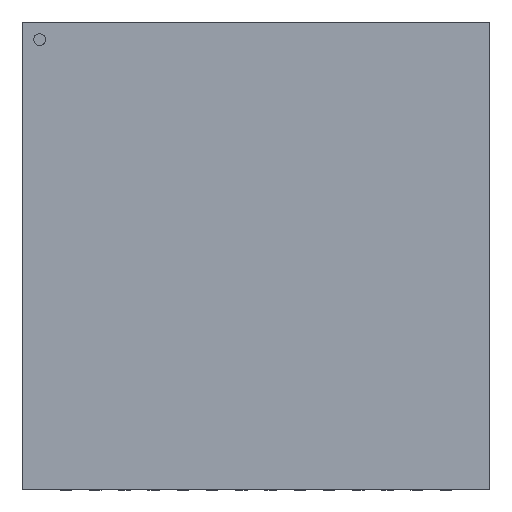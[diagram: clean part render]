
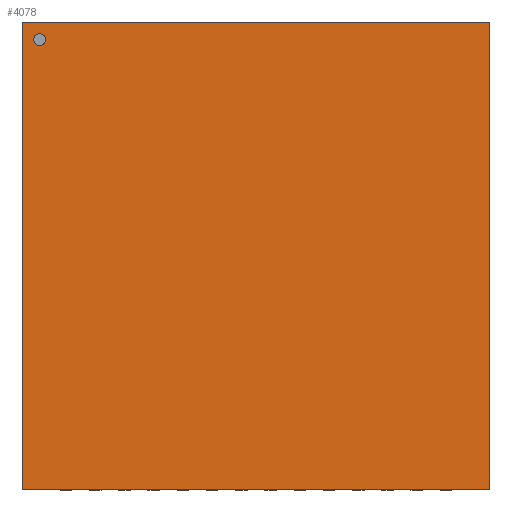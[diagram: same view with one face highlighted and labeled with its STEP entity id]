
A CAD part, top view. The second image highlights one B-rep face of the part: STEP entity #4078.
In plain terms, the highlighted free-form (B-spline) face has degree [1, 1] with [2, 2] control points.
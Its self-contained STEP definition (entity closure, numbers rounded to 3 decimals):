
#24 = VERTEX_POINT('',#25);
#25 = CARTESIAN_POINT('',(-3.6,3.7,0.93));
#30 = EDGE_CURVE('',#31,#24,#33,.T.);
#31 = VERTEX_POINT('',#32);
#32 = CARTESIAN_POINT('',(-3.8,3.7,0.93));
#33 = ( BOUNDED_CURVE() B_SPLINE_CURVE(2,(#34,#35,#36,#37,#38),
.UNSPECIFIED.,.F.,.F.) B_SPLINE_CURVE_WITH_KNOTS((3,2,3),(3.142,
4.712,6.283),.PIECEWISE_BEZIER_KNOTS.) CURVE() 
GEOMETRIC_REPRESENTATION_ITEM() RATIONAL_B_SPLINE_CURVE((1.,
0.707,1.,0.707,1.)) REPRESENTATION_ITEM('') );
#34 = CARTESIAN_POINT('',(-3.8,3.7,0.93));
#35 = CARTESIAN_POINT('',(-3.8,3.6,0.93));
#36 = CARTESIAN_POINT('',(-3.7,3.6,0.93));
#37 = CARTESIAN_POINT('',(-3.6,3.6,0.93));
#38 = CARTESIAN_POINT('',(-3.6,3.7,0.93));
#2896 = VERTEX_POINT('',#2897);
#2897 = CARTESIAN_POINT('',(4.,4.,0.93));
#2902 = EDGE_CURVE('',#2903,#2896,#2905,.T.);
#2903 = VERTEX_POINT('',#2904);
#2904 = CARTESIAN_POINT('',(4.,-4.,0.93));
#2905 = B_SPLINE_CURVE_WITH_KNOTS('',1,(#2906,#2907),.UNSPECIFIED.,.F.,
  .F.,(2,2),(0.,8.),.PIECEWISE_BEZIER_KNOTS.);
#2906 = CARTESIAN_POINT('',(4.,-4.,0.93));
#2907 = CARTESIAN_POINT('',(4.,4.,0.93));
#3204 = VERTEX_POINT('',#3205);
#3205 = CARTESIAN_POINT('',(-4.,4.,0.93));
#3210 = EDGE_CURVE('',#2896,#3204,#3211,.T.);
#3211 = B_SPLINE_CURVE_WITH_KNOTS('',1,(#3212,#3213),.UNSPECIFIED.,.F.,
  .F.,(2,2),(-8.,-0.),.PIECEWISE_BEZIER_KNOTS.);
#3212 = CARTESIAN_POINT('',(4.,4.,0.93));
#3213 = CARTESIAN_POINT('',(-4.,4.,0.93));
#3506 = VERTEX_POINT('',#3507);
#3507 = CARTESIAN_POINT('',(-4.,-4.,0.93));
#3512 = EDGE_CURVE('',#3204,#3506,#3513,.T.);
#3513 = B_SPLINE_CURVE_WITH_KNOTS('',1,(#3514,#3515),.UNSPECIFIED.,.F.,
  .F.,(2,2),(-8.,-0.),.PIECEWISE_BEZIER_KNOTS.);
#3514 = CARTESIAN_POINT('',(-4.,4.,0.93));
#3515 = CARTESIAN_POINT('',(-4.,-4.,0.93));
#3808 = EDGE_CURVE('',#3506,#2903,#3809,.T.);
#3809 = B_SPLINE_CURVE_WITH_KNOTS('',1,(#3810,#3811),.UNSPECIFIED.,.F.,
  .F.,(2,2),(0.,8.),.PIECEWISE_BEZIER_KNOTS.);
#3810 = CARTESIAN_POINT('',(-4.,-4.,0.93));
#3811 = CARTESIAN_POINT('',(4.,-4.,0.93));
#4078 = ADVANCED_FACE('',(#4079,#4090),#4096,.F.);
#4079 = FACE_BOUND('',#4080,.T.);
#4080 = EDGE_LOOP('',(#4081,#4089));
#4081 = ORIENTED_EDGE('',*,*,#4082,.F.);
#4082 = EDGE_CURVE('',#24,#31,#4083,.T.);
#4083 = ( BOUNDED_CURVE() B_SPLINE_CURVE(2,(#4084,#4085,#4086,#4087,
#4088),.UNSPECIFIED.,.F.,.F.) B_SPLINE_CURVE_WITH_KNOTS((3,2,3),(0.,
1.571,3.142),.PIECEWISE_BEZIER_KNOTS.) CURVE() 
GEOMETRIC_REPRESENTATION_ITEM() RATIONAL_B_SPLINE_CURVE((1.,
0.707,1.,0.707,1.)) REPRESENTATION_ITEM('') );
#4084 = CARTESIAN_POINT('',(-3.6,3.7,0.93));
#4085 = CARTESIAN_POINT('',(-3.6,3.8,0.93));
#4086 = CARTESIAN_POINT('',(-3.7,3.8,0.93));
#4087 = CARTESIAN_POINT('',(-3.8,3.8,0.93));
#4088 = CARTESIAN_POINT('',(-3.8,3.7,0.93));
#4089 = ORIENTED_EDGE('',*,*,#30,.F.);
#4090 = FACE_BOUND('',#4091,.T.);
#4091 = EDGE_LOOP('',(#4092,#4093,#4094,#4095));
#4092 = ORIENTED_EDGE('',*,*,#2902,.T.);
#4093 = ORIENTED_EDGE('',*,*,#3210,.T.);
#4094 = ORIENTED_EDGE('',*,*,#3512,.T.);
#4095 = ORIENTED_EDGE('',*,*,#3808,.T.);
#4096 = B_SPLINE_SURFACE_WITH_KNOTS('',1,1,(
    (#4097,#4098)
    ,(#4099,#4100
    )),.UNSPECIFIED.,.F.,.F.,.F.,(2,2),(2,2),(-4.,4.),(-4.,4.),
  .PIECEWISE_BEZIER_KNOTS.);
#4097 = CARTESIAN_POINT('',(4.,-4.,0.93));
#4098 = CARTESIAN_POINT('',(4.,4.,0.93));
#4099 = CARTESIAN_POINT('',(-4.,-4.,0.93));
#4100 = CARTESIAN_POINT('',(-4.,4.,0.93));
